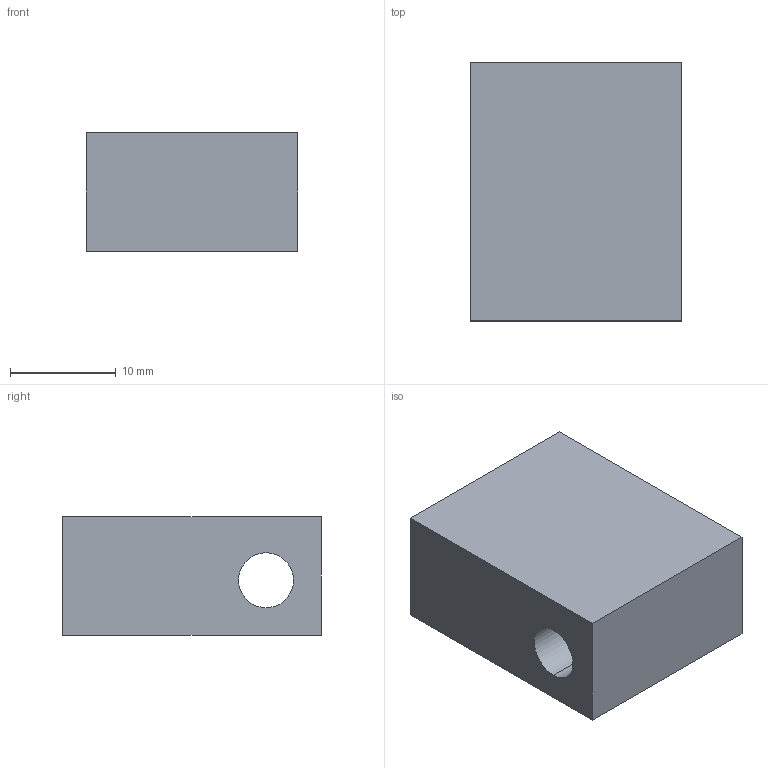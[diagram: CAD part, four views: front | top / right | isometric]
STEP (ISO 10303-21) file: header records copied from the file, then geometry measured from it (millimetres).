
FILE_DESCRIPTION (( 'STEP AP214' ), '1' );
FILE_NAME ('Tension Block.STEP', '2021-07-03T02:13:39', ( '' ), ( '' ), 'SwSTEP 2.0', 'SolidWorks 2018', '' );
FILE_SCHEMA (( 'AUTOMOTIVE_DESIGN' ));
Length unit declared in the file: millimetre
Products named in the file (1): Tension Block
Bounding box: 20 x 24.4 x 11.2 mm (x, y, z)
Volume: 4251.6 mm3; surface area: 2900.5 mm2
Topology: 1 solids, 1 shells, 23 faces, 57 edges, 38 vertices
Faces by surface type: plane 17, bspline 4, cylinder 2
Entity records: 725 total; most frequent: CARTESIAN_POINT 171, ORIENTED_EDGE 114, DIRECTION 93, EDGE_CURVE 57, VECTOR 45, LINE 45, VERTEX_POINT 38, EDGE_LOOP 27
